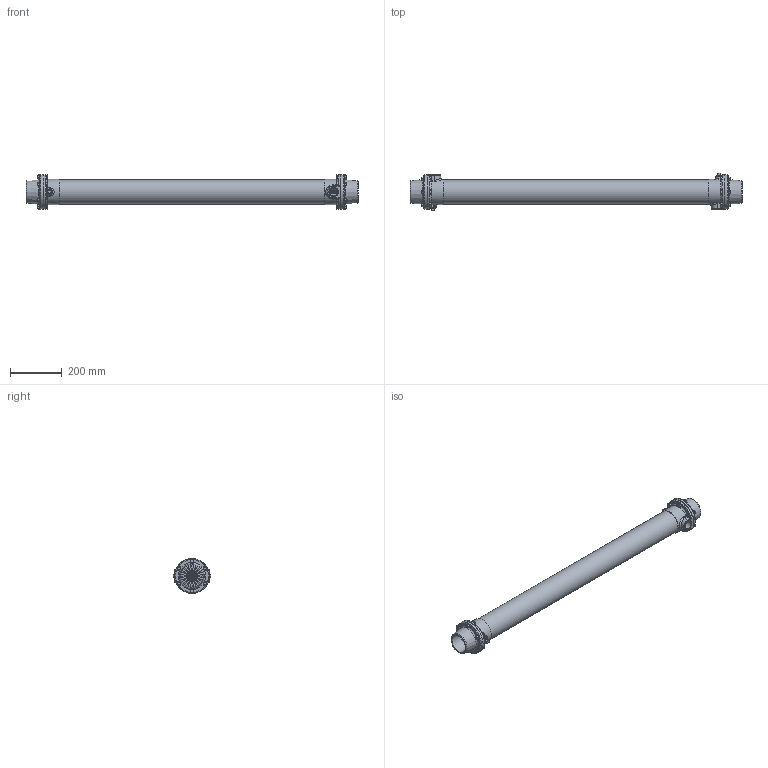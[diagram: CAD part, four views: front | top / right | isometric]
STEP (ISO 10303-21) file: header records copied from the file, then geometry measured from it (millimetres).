
FILE_DESCRIPTION((''),'2;1');
FILE_NAME('11752.stp','2017-06-13T10:42:40',('mrister'),(''),'Autodesk Inventor 2013','Autodesk Inventor 2013','');
FILE_SCHEMA(('AUTOMOTIVE_DESIGN { 1 0 10303 214 1 1 1 1 }'));
Length unit declared in the file: inch
Products named in the file (1): 11752
Bounding box: 1280.16 x 144.27 x 133.35 mm (x, y, z)
Volume: 4608825.5 mm3; surface area: 2449488.4 mm2
Topology: 1 solids, 3 shells, 1018 faces, 2161 edges, 1353 vertices
Faces by surface type: cylinder 470, plane 452, torus 52, bspline 28, cone 16
Full cylindrical faces by diameter (mm): 2.159 x89, 3.175 x267, 7.938 x12, 14.665 x12, 17.145 x4, 33.401 x2, 69.85 x3, 73.025 x2, 92.964 x1, 96.838 x4, 133.35 x2
Entity records: 29131 total; most frequent: CARTESIAN_POINT 7052, DIRECTION 4606, ORIENTED_EDGE 3424, AXIS2_PLACEMENT_3D 2127, EDGE_LOOP 2002, EDGE_CURVE 1712, VERTEX_POINT 1324, CIRCLE 1124
